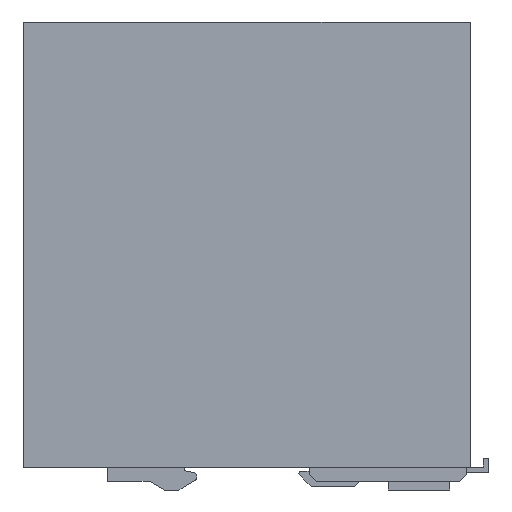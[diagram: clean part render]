
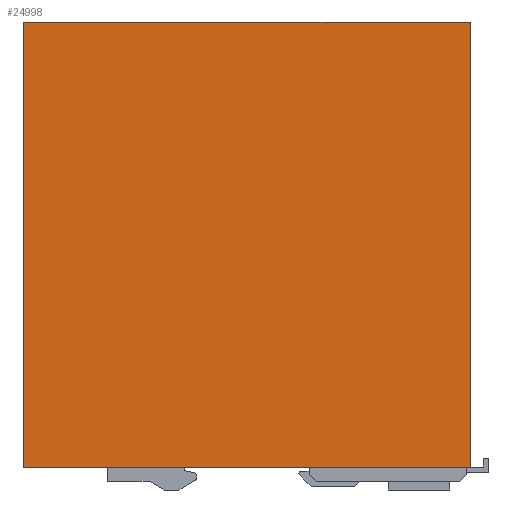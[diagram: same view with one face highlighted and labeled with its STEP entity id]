
A CAD part, left-side view. The second image highlights one B-rep face of the part: STEP entity #24998.
In plain terms, the highlighted planar face has unit normal (-1, 0, 0).
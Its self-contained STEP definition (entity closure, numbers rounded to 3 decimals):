
#250 = VERTEX_POINT ( 'NONE', #23863 ) ;
#807 = VERTEX_POINT ( 'NONE', #16270 ) ;
#3207 = EDGE_LOOP ( 'NONE', ( #24436, #5959, #26015, #12917 ) ) ;
#4079 = CARTESIAN_POINT ( 'NONE',  ( -27.5, -63.5, 0. ) ) ;
#5959 = ORIENTED_EDGE ( 'NONE', *, *, #7912, .T. ) ;
#7163 = CARTESIAN_POINT ( 'NONE',  ( -27.5, 0., 0. ) ) ;
#7582 = CARTESIAN_POINT ( 'NONE',  ( -27.5, 0., -126.5 ) ) ;
#7912 = EDGE_CURVE ( 'NONE', #18817, #12647, #10846, .T. ) ;
#8163 = VECTOR ( 'NONE', #15796, 1000. ) ;
#8218 = DIRECTION ( 'NONE',  ( 0., 1., 0. ) ) ;
#8479 = EDGE_CURVE ( 'NONE', #12647, #250, #21988, .T. ) ;
#8828 = CARTESIAN_POINT ( 'NONE',  ( -27.5, -63.5, 0. ) ) ;
#10040 = VECTOR ( 'NONE', #8218, 1000. ) ;
#10846 = LINE ( 'NONE', #8828, #11304 ) ;
#11304 = VECTOR ( 'NONE', #17031, 1000. ) ;
#11336 = PLANE ( 'NONE',  #19822 ) ;
#12458 = VECTOR ( 'NONE', #21011, 1000. ) ;
#12647 = VERTEX_POINT ( 'NONE', #4079 ) ;
#12917 = ORIENTED_EDGE ( 'NONE', *, *, #22655, .T. ) ;
#13267 = CARTESIAN_POINT ( 'NONE',  ( -27.5, -63.5, -126.5 ) ) ;
#14830 = LINE ( 'NONE', #20492, #12458 ) ;
#15511 = FACE_OUTER_BOUND ( 'NONE', #3207, .T. ) ;
#15796 = DIRECTION ( 'NONE',  ( 0., -1., 0. ) ) ;
#16270 = CARTESIAN_POINT ( 'NONE',  ( -27.5, 63.5, -126.5 ) ) ;
#17031 = DIRECTION ( 'NONE',  ( 0., 0., 1. ) ) ;
#17523 = DIRECTION ( 'NONE',  ( 1., 0., 0. ) ) ;
#18696 = CARTESIAN_POINT ( 'NONE',  ( -27.5, 0., 0. ) ) ;
#18817 = VERTEX_POINT ( 'NONE', #13267 ) ;
#19414 = DIRECTION ( 'NONE',  ( 0., 0., -1. ) ) ;
#19822 = AXIS2_PLACEMENT_3D ( 'NONE', #7163, #17523, #19414 ) ;
#20492 = CARTESIAN_POINT ( 'NONE',  ( -27.5, 63.5, 0. ) ) ;
#21011 = DIRECTION ( 'NONE',  ( 0., 0., -1. ) ) ;
#21988 = LINE ( 'NONE', #18696, #10040 ) ;
#22537 = EDGE_CURVE ( 'NONE', #807, #18817, #26035, .T. ) ;
#22655 = EDGE_CURVE ( 'NONE', #250, #807, #14830, .T. ) ;
#23863 = CARTESIAN_POINT ( 'NONE',  ( -27.5, 63.5, 0. ) ) ;
#24436 = ORIENTED_EDGE ( 'NONE', *, *, #22537, .T. ) ;
#24998 = ADVANCED_FACE ( 'NONE', ( #15511 ), #11336, .F. ) ;
#26015 = ORIENTED_EDGE ( 'NONE', *, *, #8479, .T. ) ;
#26035 = LINE ( 'NONE', #7582, #8163 ) ;
